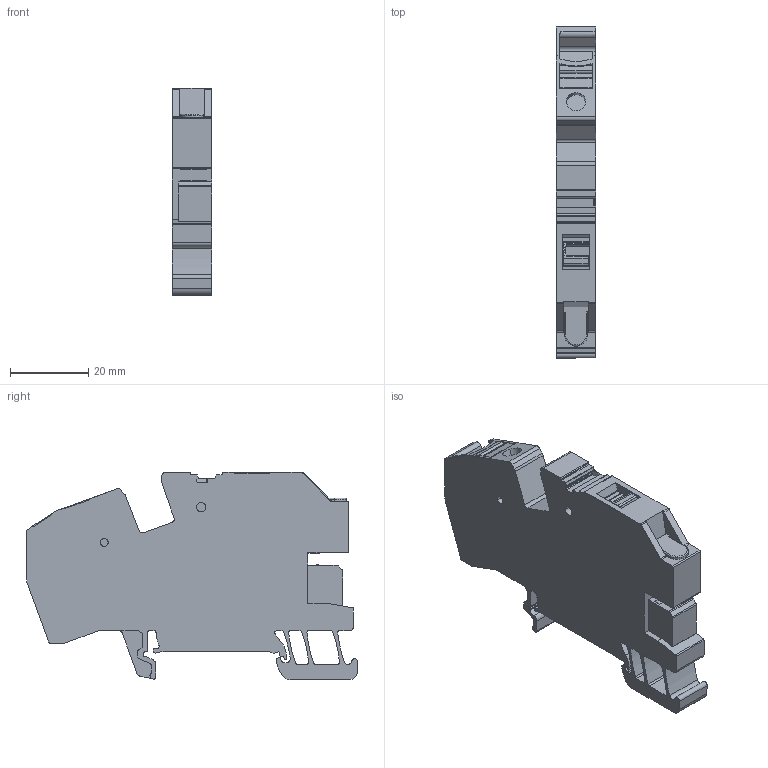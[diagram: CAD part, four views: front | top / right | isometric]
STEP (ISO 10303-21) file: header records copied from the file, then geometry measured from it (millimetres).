
FILE_DESCRIPTION(('CATIA V5 STEP Exchange','CAx-IF Rec.Pracs.--- Model Styling and Organization---1.4--- 2014-01-23'),'2;1');
FILE_NAME ('1117195-7_0', '2021-08-17T04:53:13+00:00', ('none'), ('Weidmueller'), 'CATIA Version 5-6 Release 2016 SP3 HF44', 'CATIA V5 STEP AP214', 'none');
FILE_SCHEMA(('AUTOMOTIVE_DESIGN { 1 0 10303 214 1 1 1 1 }'));
Length unit declared in the file: millimetre
Products named in the file (1): 2668770000
Bounding box: 10 x 84.61 x 52.83 mm (x, y, z)
Volume: 30557.9 mm3; surface area: 11835.9 mm2
Topology: 7 solids, 7 shells, 354 faces, 1022 edges, 687 vertices
Faces by surface type: plane 184, cylinder 156, torus 6, cone 4, bspline 4
Entity records: 11518 total; most frequent: CARTESIAN_POINT 2425, ORIENTED_EDGE 2044, DIRECTION 1583, EDGE_CURVE 1022, VERTEX_POINT 687, VECTOR 665, LINE 665, AXIS2_PLACEMENT_3D 609
